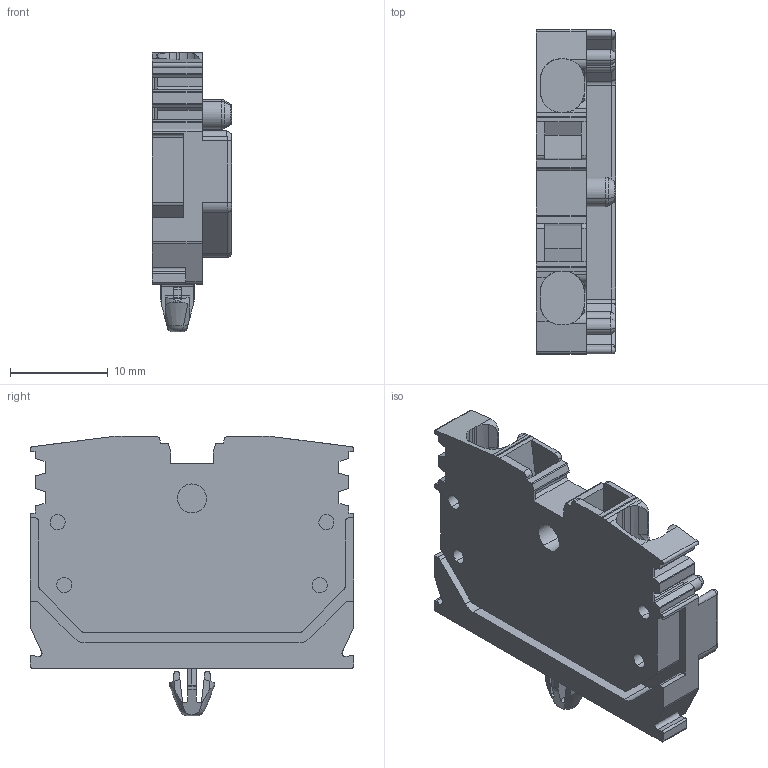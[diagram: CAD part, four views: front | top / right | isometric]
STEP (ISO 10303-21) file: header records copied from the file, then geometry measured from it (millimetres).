
FILE_DESCRIPTION(('CATIA V5R22 STEP214','CAx-IF Rec.Pracs.--- Model Styling and Organization---1.4--- 2014-01-23'),'2;1');
FILE_NAME ('019359-2_0', '2021-06-02T07:13:45+00:00', ('Weidmueller Interface'), ('Weidmueller'), 'CATIA Version 5-6 Release 2016 SP3 HF44', 'CATIA V5 STEP AP214', 'none');
FILE_SCHEMA(('AUTOMOTIVE_DESIGN { 1 0 10303 214 1 1 1 1 }'));
Length unit declared in the file: millimetre
Products named in the file (1): 1712820000
Bounding box: 8.1 x 33.2 x 28.7 mm (x, y, z)
Volume: 3319.7 mm3; surface area: 3299.8 mm2
Topology: 1 solids, 3 shells, 371 faces, 1003 edges, 647 vertices
Faces by surface type: plane 205, cylinder 118, cone 18, torus 16, extrusion 12, sphere 2
Entity records: 11245 total; most frequent: CARTESIAN_POINT 2451, ORIENTED_EDGE 2002, DIRECTION 1472, EDGE_CURVE 1001, VECTOR 674, LINE 662, VERTEX_POINT 647, AXIS2_PLACEMENT_3D 524
